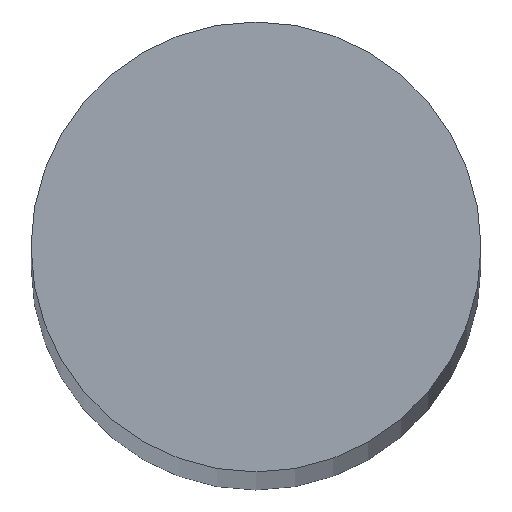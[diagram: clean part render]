
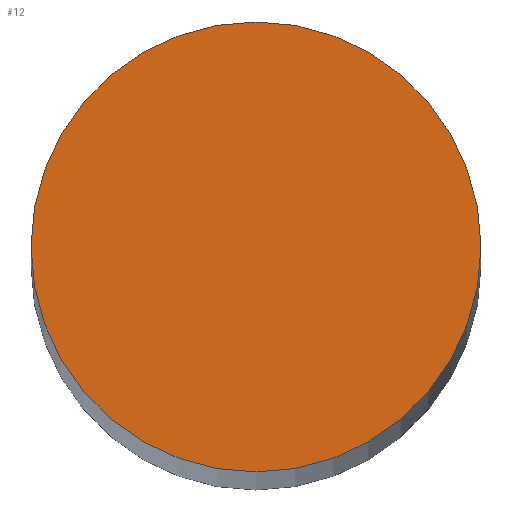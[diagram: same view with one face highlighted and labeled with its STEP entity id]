
A CAD part, top view. The second image highlights one B-rep face of the part: STEP entity #12.
In plain terms, the highlighted planar face has unit normal (0, 0, 1).
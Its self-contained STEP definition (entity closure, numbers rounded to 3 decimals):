
#12 = ADVANCED_FACE ( 'NONE', ( #103 ), #50, .T. ) ;
#29 = DIRECTION ( 'NONE',  ( 1., 0., 0. ) ) ;
#31 = VERTEX_POINT ( 'NONE', #68 ) ;
#34 = DIRECTION ( 'NONE',  ( 0., 0., 1. ) ) ;
#38 = CARTESIAN_POINT ( 'NONE',  ( 0., 0., 115. ) ) ;
#40 = DIRECTION ( 'NONE',  ( 0., 0., 1. ) ) ;
#45 = CARTESIAN_POINT ( 'NONE',  ( 0., 0., 115. ) ) ;
#46 = CARTESIAN_POINT ( 'NONE',  ( 0., 0., 115. ) ) ;
#48 = DIRECTION ( 'NONE',  ( 0., 0., 1. ) ) ;
#49 = VERTEX_POINT ( 'NONE', #59 ) ;
#50 = PLANE ( 'NONE',  #169 ) ;
#59 = CARTESIAN_POINT ( 'NONE',  ( 2.5, 0., 115. ) ) ;
#63 = DIRECTION ( 'NONE',  ( 1., 0., 0. ) ) ;
#68 = CARTESIAN_POINT ( 'NONE',  ( -2.5, 0., 115. ) ) ;
#78 = DIRECTION ( 'NONE',  ( 1., 0., 0. ) ) ;
#103 = FACE_OUTER_BOUND ( 'NONE', #104, .T. ) ;
#104 = EDGE_LOOP ( 'NONE', ( #144, #153 ) ) ;
#122 = CIRCLE ( 'NONE', #166, 2.5 ) ;
#144 = ORIENTED_EDGE ( 'NONE', *, *, #160, .T. ) ;
#149 = CIRCLE ( 'NONE', #170, 2.5 ) ;
#153 = ORIENTED_EDGE ( 'NONE', *, *, #163, .T. ) ;
#160 = EDGE_CURVE ( 'NONE', #31, #49, #122, .T. ) ;
#163 = EDGE_CURVE ( 'NONE', #49, #31, #149, .T. ) ;
#166 = AXIS2_PLACEMENT_3D ( 'NONE', #46, #40, #29 ) ;
#169 = AXIS2_PLACEMENT_3D ( 'NONE', #38, #48, #63 ) ;
#170 = AXIS2_PLACEMENT_3D ( 'NONE', #45, #34, #78 ) ;
